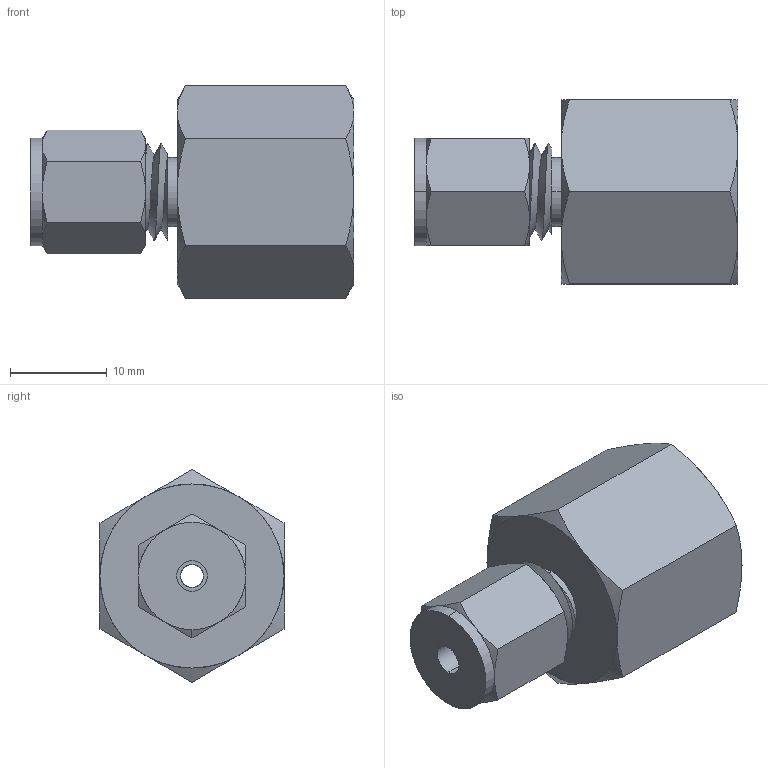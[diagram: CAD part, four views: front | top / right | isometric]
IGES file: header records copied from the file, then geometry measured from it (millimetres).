
Start section: SolidWorks IGES file using analytic representation for surfaces
Global section: file name: B000FMUFNA.3D.IGS; native system: SolidWorks 2010; preprocessor: SolidWorks 2010; author: yt00503; date: 130114.174144; units: millimetre
Bounding box: 33.53 x 19.05 x 22 mm (x, y, z)
Surface area: 4090 mm2 (no closed solid volume)
Topology: 0 solids, 0 shells, 77 faces, 1501 edges, 1501 vertices
Faces by surface type: revolution 48, bspline 29
